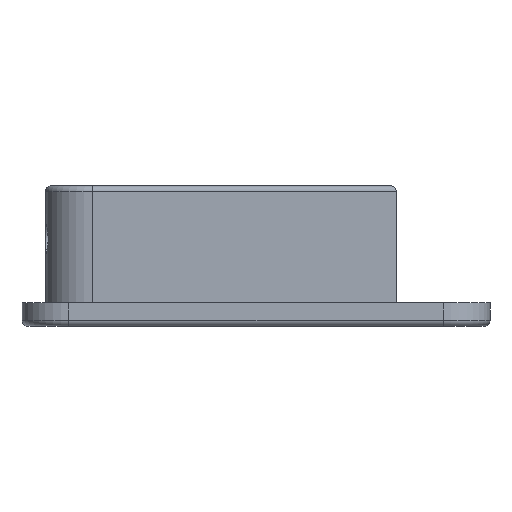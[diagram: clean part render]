
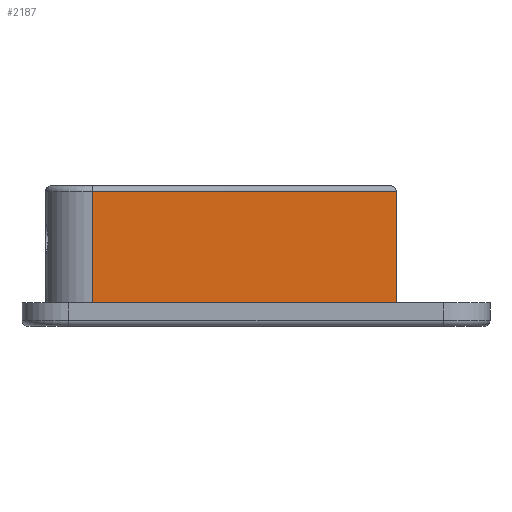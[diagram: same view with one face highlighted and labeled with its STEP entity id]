
A CAD part, left-side view. The second image highlights one B-rep face of the part: STEP entity #2187.
In plain terms, the highlighted planar face has unit normal (-1, 0, 0).
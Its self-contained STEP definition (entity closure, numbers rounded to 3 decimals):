
#72 = PLANE('',#73);
#73 = AXIS2_PLACEMENT_3D('',#74,#75,#76);
#74 = CARTESIAN_POINT('',(0.,0.,4.));
#75 = DIRECTION('',(0.,0.,1.));
#76 = DIRECTION('',(1.,0.,0.));
#501 = VERTEX_POINT('',#502);
#502 = CARTESIAN_POINT('',(-75.947,-24.,4.));
#516 = PLANE('',#517);
#517 = AXIS2_PLACEMENT_3D('',#518,#519,#520);
#518 = CARTESIAN_POINT('',(76.053,-24.,4.));
#519 = DIRECTION('',(0.,-1.,0.));
#520 = DIRECTION('',(-1.,0.,0.));
#528 = EDGE_CURVE('',#529,#501,#531,.T.);
#529 = VERTEX_POINT('',#530);
#530 = CARTESIAN_POINT('',(-75.947,27.972,4.));
#531 = SURFACE_CURVE('',#532,(#536,#543),.PCURVE_S1.);
#532 = LINE('',#533,#534);
#533 = CARTESIAN_POINT('',(-75.947,27.972,4.));
#534 = VECTOR('',#535,1.);
#535 = DIRECTION('',(0.,-1.,0.));
#536 = PCURVE('',#72,#537);
#537 = DEFINITIONAL_REPRESENTATION('',(#538),#542);
#538 = LINE('',#539,#540);
#539 = CARTESIAN_POINT('',(-75.947,27.972));
#540 = VECTOR('',#541,1.);
#541 = DIRECTION('',(0.,-1.));
#542 = ( GEOMETRIC_REPRESENTATION_CONTEXT(2) 
PARAMETRIC_REPRESENTATION_CONTEXT() REPRESENTATION_CONTEXT('2D SPACE',''
  ) );
#543 = PCURVE('',#544,#549);
#544 = PLANE('',#545);
#545 = AXIS2_PLACEMENT_3D('',#546,#547,#548);
#546 = CARTESIAN_POINT('',(-75.947,27.972,4.));
#547 = DIRECTION('',(1.,0.,0.));
#548 = DIRECTION('',(0.,-1.,0.));
#549 = DEFINITIONAL_REPRESENTATION('',(#550),#554);
#550 = LINE('',#551,#552);
#551 = CARTESIAN_POINT('',(0.,0.));
#552 = VECTOR('',#553,1.);
#553 = DIRECTION('',(1.,0.));
#554 = ( GEOMETRIC_REPRESENTATION_CONTEXT(2) 
PARAMETRIC_REPRESENTATION_CONTEXT() REPRESENTATION_CONTEXT('2D SPACE',''
  ) );
#573 = CYLINDRICAL_SURFACE('',#574,7.993);
#574 = AXIS2_PLACEMENT_3D('',#575,#576,#577);
#575 = CARTESIAN_POINT('',(-67.954,27.972,4.));
#576 = DIRECTION('',(-0.,-0.,-1.));
#577 = DIRECTION('',(1.,0.,0.));
#1953 = EDGE_CURVE('',#529,#1954,#1956,.T.);
#1954 = VERTEX_POINT('',#1955);
#1955 = CARTESIAN_POINT('',(-75.947,27.972,23.));
#1956 = SURFACE_CURVE('',#1957,(#1961,#1968),.PCURVE_S1.);
#1957 = LINE('',#1958,#1959);
#1958 = CARTESIAN_POINT('',(-75.947,27.972,4.));
#1959 = VECTOR('',#1960,1.);
#1960 = DIRECTION('',(0.,0.,1.));
#1961 = PCURVE('',#573,#1962);
#1962 = DEFINITIONAL_REPRESENTATION('',(#1963),#1967);
#1963 = LINE('',#1964,#1965);
#1964 = CARTESIAN_POINT('',(-3.142,0.));
#1965 = VECTOR('',#1966,1.);
#1966 = DIRECTION('',(-0.,-1.));
#1967 = ( GEOMETRIC_REPRESENTATION_CONTEXT(2) 
PARAMETRIC_REPRESENTATION_CONTEXT() REPRESENTATION_CONTEXT('2D SPACE',''
  ) );
#1968 = PCURVE('',#544,#1969);
#1969 = DEFINITIONAL_REPRESENTATION('',(#1970),#1974);
#1970 = LINE('',#1971,#1972);
#1971 = CARTESIAN_POINT('',(0.,0.));
#1972 = VECTOR('',#1973,1.);
#1973 = DIRECTION('',(0.,-1.));
#1974 = ( GEOMETRIC_REPRESENTATION_CONTEXT(2) 
PARAMETRIC_REPRESENTATION_CONTEXT() REPRESENTATION_CONTEXT('2D SPACE',''
  ) );
#2187 = ADVANCED_FACE('',(#2188),#544,.F.);
#2188 = FACE_BOUND('',#2189,.F.);
#2189 = EDGE_LOOP('',(#2190,#2191,#2219,#2240));
#2190 = ORIENTED_EDGE('',*,*,#1953,.T.);
#2191 = ORIENTED_EDGE('',*,*,#2192,.T.);
#2192 = EDGE_CURVE('',#1954,#2193,#2195,.T.);
#2193 = VERTEX_POINT('',#2194);
#2194 = CARTESIAN_POINT('',(-75.947,-24.,23.));
#2195 = SURFACE_CURVE('',#2196,(#2200,#2207),.PCURVE_S1.);
#2196 = LINE('',#2197,#2198);
#2197 = CARTESIAN_POINT('',(-75.947,27.972,23.));
#2198 = VECTOR('',#2199,1.);
#2199 = DIRECTION('',(0.,-1.,0.));
#2200 = PCURVE('',#544,#2201);
#2201 = DEFINITIONAL_REPRESENTATION('',(#2202),#2206);
#2202 = LINE('',#2203,#2204);
#2203 = CARTESIAN_POINT('',(0.,-19.));
#2204 = VECTOR('',#2205,1.);
#2205 = DIRECTION('',(1.,0.));
#2206 = ( GEOMETRIC_REPRESENTATION_CONTEXT(2) 
PARAMETRIC_REPRESENTATION_CONTEXT() REPRESENTATION_CONTEXT('2D SPACE',''
  ) );
#2207 = PCURVE('',#2208,#2213);
#2208 = CYLINDRICAL_SURFACE('',#2209,1.);
#2209 = AXIS2_PLACEMENT_3D('',#2210,#2211,#2212);
#2210 = CARTESIAN_POINT('',(-74.947,27.972,23.));
#2211 = DIRECTION('',(0.,-1.,0.));
#2212 = DIRECTION('',(-1.,0.,0.));
#2213 = DEFINITIONAL_REPRESENTATION('',(#2214),#2218);
#2214 = LINE('',#2215,#2216);
#2215 = CARTESIAN_POINT('',(-0.,0.));
#2216 = VECTOR('',#2217,1.);
#2217 = DIRECTION('',(-0.,1.));
#2218 = ( GEOMETRIC_REPRESENTATION_CONTEXT(2) 
PARAMETRIC_REPRESENTATION_CONTEXT() REPRESENTATION_CONTEXT('2D SPACE',''
  ) );
#2219 = ORIENTED_EDGE('',*,*,#2220,.F.);
#2220 = EDGE_CURVE('',#501,#2193,#2221,.T.);
#2221 = SURFACE_CURVE('',#2222,(#2226,#2233),.PCURVE_S1.);
#2222 = LINE('',#2223,#2224);
#2223 = CARTESIAN_POINT('',(-75.947,-24.,4.));
#2224 = VECTOR('',#2225,1.);
#2225 = DIRECTION('',(0.,0.,1.));
#2226 = PCURVE('',#544,#2227);
#2227 = DEFINITIONAL_REPRESENTATION('',(#2228),#2232);
#2228 = LINE('',#2229,#2230);
#2229 = CARTESIAN_POINT('',(51.972,0.));
#2230 = VECTOR('',#2231,1.);
#2231 = DIRECTION('',(0.,-1.));
#2232 = ( GEOMETRIC_REPRESENTATION_CONTEXT(2) 
PARAMETRIC_REPRESENTATION_CONTEXT() REPRESENTATION_CONTEXT('2D SPACE',''
  ) );
#2233 = PCURVE('',#516,#2234);
#2234 = DEFINITIONAL_REPRESENTATION('',(#2235),#2239);
#2235 = LINE('',#2236,#2237);
#2236 = CARTESIAN_POINT('',(152.,0.));
#2237 = VECTOR('',#2238,1.);
#2238 = DIRECTION('',(0.,-1.));
#2239 = ( GEOMETRIC_REPRESENTATION_CONTEXT(2) 
PARAMETRIC_REPRESENTATION_CONTEXT() REPRESENTATION_CONTEXT('2D SPACE',''
  ) );
#2240 = ORIENTED_EDGE('',*,*,#528,.F.);
